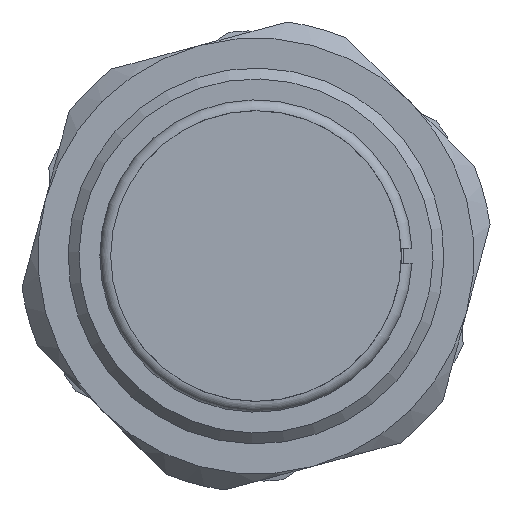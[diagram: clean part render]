
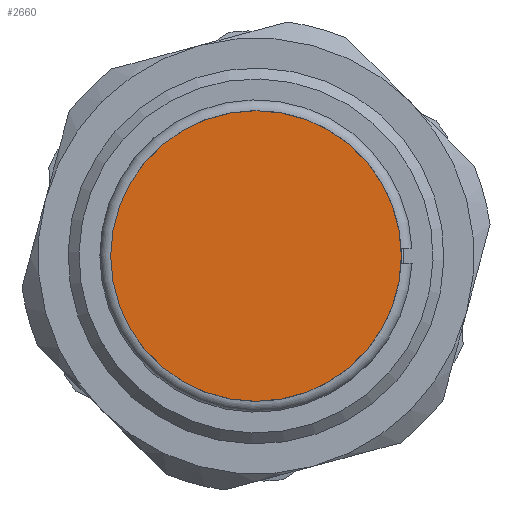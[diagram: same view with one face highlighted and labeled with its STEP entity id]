
A CAD part, left-side view. The second image highlights one B-rep face of the part: STEP entity #2660.
In plain terms, the highlighted planar face has unit normal (-1, 0, 0).
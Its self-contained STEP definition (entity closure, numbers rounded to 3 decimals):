
#2644=CARTESIAN_POINT('',(0.,3.525,0.0));
#2645=DIRECTION('',(-1.0,0.0,0.0));
#2646=DIRECTION('',(0.0,0.0,1.0));
#2647=AXIS2_PLACEMENT_3D('',#2644,#2645,#2646);
#2648=PLANE('',#2647);
#2649=CARTESIAN_POINT('',(0.,4.0,0.0));
#2650=VERTEX_POINT('',#2649);
#2651=CARTESIAN_POINT('',(0.0,0.0,0.0));
#2652=DIRECTION('',(1.0,0.0,0.0));
#2653=DIRECTION('',(0.0,1.0,0.0));
#2654=AXIS2_PLACEMENT_3D('',#2651,#2652,#2653);
#2655=CIRCLE('',#2654,4.0);
#2656=EDGE_CURVE('',#2650,#2650,#2655,.T.);
#2657=ORIENTED_EDGE('',*,*,#2656,.F.);
#2658=EDGE_LOOP('',(#2657));
#2659=FACE_OUTER_BOUND('',#2658,.T.);
#2660=ADVANCED_FACE('',(#2659),#2648,.T.);
